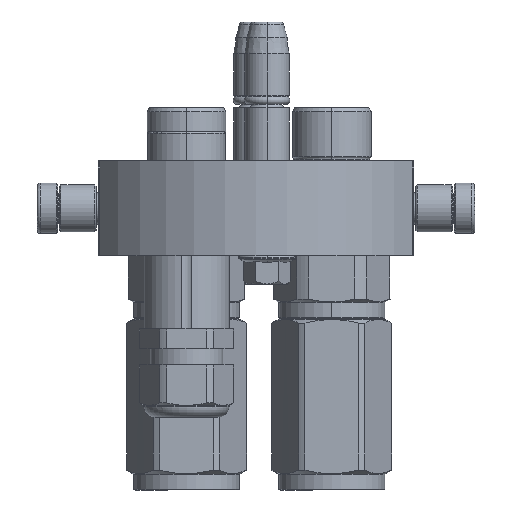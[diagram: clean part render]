
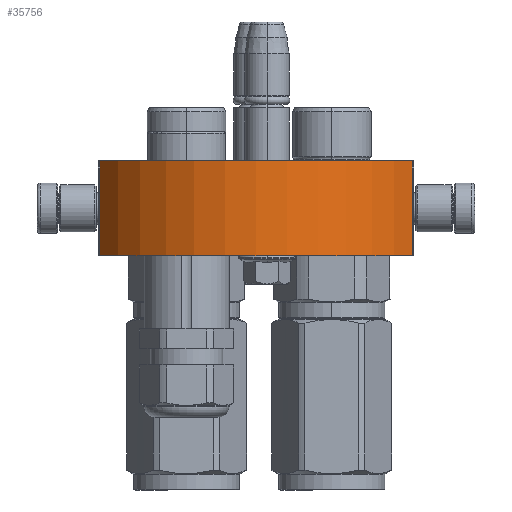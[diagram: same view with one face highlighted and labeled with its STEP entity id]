
A CAD part, left-side view. The second image highlights one B-rep face of the part: STEP entity #35756.
In plain terms, the highlighted cylindrical face has radius 57.25 mm (diameter 114.5 mm), a partial arc.
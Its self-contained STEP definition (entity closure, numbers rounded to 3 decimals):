
#3386 = VECTOR ( 'NONE', #26563, 1000. ) ;
#4672 = DIRECTION ( 'NONE',  ( 0., 1., 0. ) ) ;
#4887 = CARTESIAN_POINT ( 'NONE',  ( 49.5, 30., -28.763 ) ) ;
#5589 = CARTESIAN_POINT ( 'NONE',  ( 0., 0., 0. ) ) ;
#5668 = EDGE_LOOP ( 'NONE', ( #32639, #39808, #32364, #20867 ) ) ;
#7165 = CARTESIAN_POINT ( 'NONE',  ( -49.5, 0., -28.763 ) ) ;
#7196 = FACE_OUTER_BOUND ( 'NONE', #5668, .T. ) ;
#7393 = DIRECTION ( 'NONE',  ( 0., 1., 0. ) ) ;
#9003 = CARTESIAN_POINT ( 'NONE',  ( 0., 30., 0. ) ) ;
#10135 = AXIS2_PLACEMENT_3D ( 'NONE', #42152, #29834, #49933 ) ;
#12612 = CARTESIAN_POINT ( 'NONE',  ( -49.5, 0., -28.763 ) ) ;
#12704 = EDGE_CURVE ( 'NONE', #15792, #30590, #17564, .T. ) ;
#12972 = VERTEX_POINT ( 'NONE', #4887 ) ;
#15792 = VERTEX_POINT ( 'NONE', #31511 ) ;
#17564 = CIRCLE ( 'NONE', #10135, 57.25 ) ;
#20867 = ORIENTED_EDGE ( 'NONE', *, *, #48334, .T. ) ;
#22166 = EDGE_CURVE ( 'NONE', #15792, #12972, #37453, .T. ) ;
#24636 = AXIS2_PLACEMENT_3D ( 'NONE', #9003, #4672, #40692 ) ;
#26563 = DIRECTION ( 'NONE',  ( 0., 1., 0. ) ) ;
#27753 = AXIS2_PLACEMENT_3D ( 'NONE', #5589, #37025, #44557 ) ;
#27806 = EDGE_CURVE ( 'NONE', #12972, #47613, #33127, .T. ) ;
#29834 = DIRECTION ( 'NONE',  ( 0., 1., 0. ) ) ;
#30552 = CARTESIAN_POINT ( 'NONE',  ( 49.5, 0., -28.763 ) ) ;
#30590 = VERTEX_POINT ( 'NONE', #12612 ) ;
#31511 = CARTESIAN_POINT ( 'NONE',  ( 49.5, 0., -28.763 ) ) ;
#32364 = ORIENTED_EDGE ( 'NONE', *, *, #12704, .T. ) ;
#32639 = ORIENTED_EDGE ( 'NONE', *, *, #27806, .F. ) ;
#32980 = CARTESIAN_POINT ( 'NONE',  ( -49.5, 30., -28.763 ) ) ;
#33127 = CIRCLE ( 'NONE', #24636, 57.25 ) ;
#33469 = LINE ( 'NONE', #7165, #3386 ) ;
#34977 = VECTOR ( 'NONE', #7393, 1000. ) ;
#35756 = ADVANCED_FACE ( 'NONE', ( #7196 ), #45853, .T. ) ;
#37025 = DIRECTION ( 'NONE',  ( 0., -1., 0. ) ) ;
#37453 = LINE ( 'NONE', #30552, #34977 ) ;
#39808 = ORIENTED_EDGE ( 'NONE', *, *, #22166, .F. ) ;
#40692 = DIRECTION ( 'NONE',  ( 0.865, 0., -0.502 ) ) ;
#42152 = CARTESIAN_POINT ( 'NONE',  ( 0., 0., 0. ) ) ;
#44557 = DIRECTION ( 'NONE',  ( 1., 0., 0. ) ) ;
#45853 = CYLINDRICAL_SURFACE ( 'NONE', #27753, 57.25 ) ;
#47613 = VERTEX_POINT ( 'NONE', #32980 ) ;
#48334 = EDGE_CURVE ( 'NONE', #30590, #47613, #33469, .T. ) ;
#49933 = DIRECTION ( 'NONE',  ( 0.865, 0., -0.502 ) ) ;
